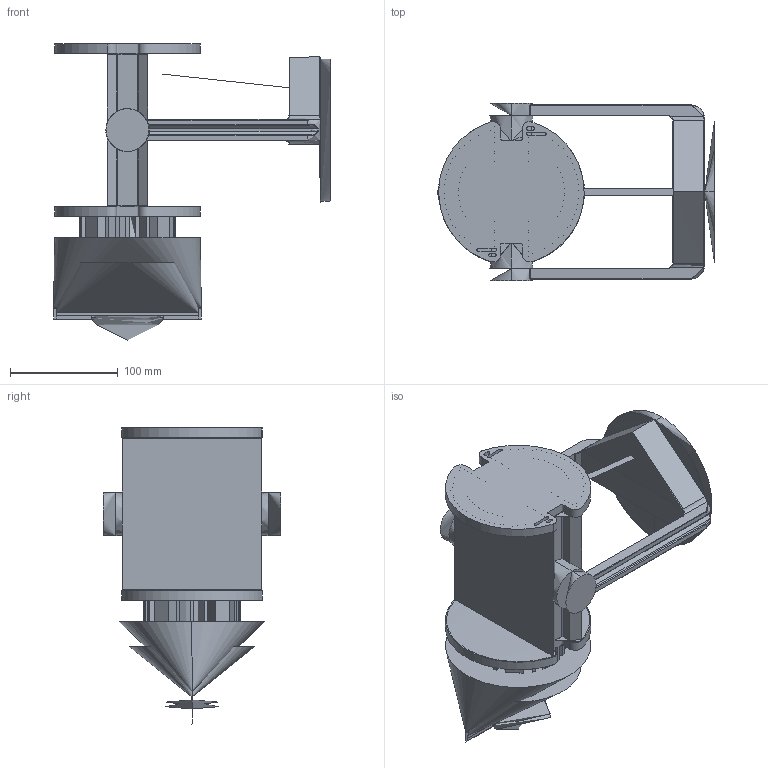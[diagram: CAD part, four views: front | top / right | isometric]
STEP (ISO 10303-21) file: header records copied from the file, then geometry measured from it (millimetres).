
FILE_DESCRIPTION(/* description */ (''),/* implementation_level */ '2;1');
FILE_NAME(/* name */ 'CARIDDI 10°',/* time_stamp */ '2014-05-22T17:18:04+02:00',/* author */ (''),/* organization */ (''),/* preprocessor_version */ 'ST-DEVELOPER v10',/* originating_system */ '',/* authorisation */ '');
FILE_SCHEMA (('AUTOMOTIVE_DESIGN'));
Length unit declared in the file: millimetre
Products named in the file (1): 1
Bounding box: 257.14 x 165.02 x 275 mm (x, y, z)
Volume: 3411769.9 mm3; surface area: 351989.2 mm2
Topology: 5 solids, 7 shells, 381 faces, 1192 edges, 825 vertices
Faces by surface type: bspline 333, plane 48
Entity records: 18766 total; most frequent: CARTESIAN_POINT 12581, ORIENTED_EDGE 2066, EDGE_CURVE 1069, VERTEX_POINT 704, B_SPLINE_CURVE_WITH_KNOTS 508, EDGE_LOOP 488, ADVANCED_FACE 381, FACE_OUTER_BOUND 381
